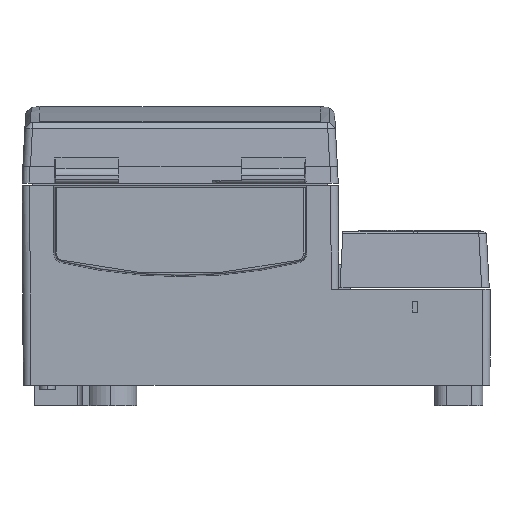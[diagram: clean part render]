
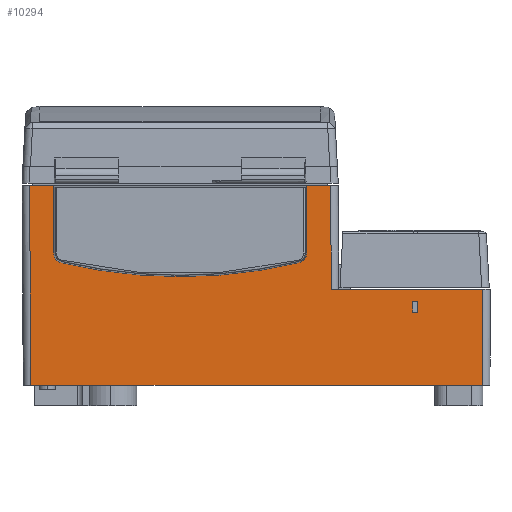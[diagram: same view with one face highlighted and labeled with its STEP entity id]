
A CAD part, left-side view. The second image highlights one B-rep face of the part: STEP entity #10294.
In plain terms, the highlighted planar face has unit normal (-1, 0, -0.006).
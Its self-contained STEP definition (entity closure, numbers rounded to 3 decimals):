
#399 = ORIENTED_EDGE ( 'NONE', *, *, #3786, .F. ) ;
#513 = ORIENTED_EDGE ( 'NONE', *, *, #4949, .T. ) ;
#923 = DIRECTION ( 'NONE',  ( 0.006, 0., -1. ) ) ;
#1098 = VECTOR ( 'NONE', #3388, 1000. ) ;
#1280 = EDGE_CURVE ( 'NONE', #6733, #9161, #9448, .T. ) ;
#1376 = DIRECTION ( 'NONE',  ( -1., 0., -0.006 ) ) ;
#1729 = AXIS2_PLACEMENT_3D ( 'NONE', #3227, #1376, #18337 ) ;
#1875 = AXIS2_PLACEMENT_3D ( 'NONE', #14441, #24032, #12941 ) ;
#2379 = CIRCLE ( 'NONE', #20042, 4. ) ;
#2560 = CARTESIAN_POINT ( 'NONE',  ( -106.5, 62.5, 0. ) ) ;
#2620 = VERTEX_POINT ( 'NONE', #6946 ) ;
#2988 = VERTEX_POINT ( 'NONE', #11948 ) ;
#3068 = DIRECTION ( 'NONE',  ( -0.006, 0., 1. ) ) ;
#3075 = CARTESIAN_POINT ( 'NONE',  ( -106.004, -119.5, -79. ) ) ;
#3099 = DIRECTION ( 'NONE',  ( 0., -1., 0. ) ) ;
#3113 = LINE ( 'NONE', #12091, #18921 ) ;
#3170 = EDGE_CURVE ( 'NONE', #4146, #9694, #9733, .T. ) ;
#3227 = CARTESIAN_POINT ( 'NONE',  ( -107.546, 0., 166.548 ) ) ;
#3388 = DIRECTION ( 'NONE',  ( 0., 1., 0. ) ) ;
#3511 = VERTEX_POINT ( 'NONE', #5469 ) ;
#3786 = EDGE_CURVE ( 'NONE', #17409, #9046, #11844, .T. ) ;
#3846 = CARTESIAN_POINT ( 'NONE',  ( -106.004, 59.004, -79. ) ) ;
#3916 = LINE ( 'NONE', #14854, #12265 ) ;
#4131 = LINE ( 'NONE', #2560, #12363 ) ;
#4146 = VERTEX_POINT ( 'NONE', #22071 ) ;
#4166 = EDGE_CURVE ( 'NONE', #18636, #19116, #5504, .T. ) ;
#4527 = VECTOR ( 'NONE', #3099, 1000. ) ;
#4698 = CARTESIAN_POINT ( 'NONE',  ( -106.211, -92., -46. ) ) ;
#4730 = CARTESIAN_POINT ( 'NONE',  ( -106.5, -119.5, 0. ) ) ;
#4949 = EDGE_CURVE ( 'NONE', #20308, #9161, #15367, .T. ) ;
#5010 = LINE ( 'NONE', #18202, #4527 ) ;
#5056 = ORIENTED_EDGE ( 'NONE', *, *, #9318, .F. ) ;
#5391 = DIRECTION ( 'NONE',  ( -1., 0., -0.006 ) ) ;
#5469 = CARTESIAN_POINT ( 'NONE',  ( -106.5, -50., 0. ) ) ;
#5504 = LINE ( 'NONE', #11514, #12960 ) ;
#5791 = DIRECTION ( 'NONE',  ( -0.006, 0., 1. ) ) ;
#5846 = CARTESIAN_POINT ( 'NONE',  ( -106.186, -92., -50. ) ) ;
#5993 = ORIENTED_EDGE ( 'NONE', *, *, #14201, .T. ) ;
#6492 = VECTOR ( 'NONE', #10870, 1000. ) ;
#6495 = ORIENTED_EDGE ( 'NONE', *, *, #7096, .F. ) ;
#6602 = VECTOR ( 'NONE', #21746, 1000. ) ;
#6712 = ORIENTED_EDGE ( 'NONE', *, *, #3170, .F. ) ;
#6733 = VERTEX_POINT ( 'NONE', #21497 ) ;
#6842 = EDGE_CURVE ( 'NONE', #2988, #10611, #4131, .T. ) ;
#6946 = CARTESIAN_POINT ( 'NONE',  ( -106.242, -59.757, -41. ) ) ;
#6963 = ORIENTED_EDGE ( 'NONE', *, *, #17355, .F. ) ;
#6982 = DIRECTION ( 'NONE',  ( -0.006, 0., 1. ) ) ;
#7096 = EDGE_CURVE ( 'NONE', #21277, #3511, #20184, .T. ) ;
#7565 = VECTOR ( 'NONE', #10821, 1000. ) ;
#7661 = DIRECTION ( 'NONE',  ( 0., -1., 0. ) ) ;
#7721 = AXIS2_PLACEMENT_3D ( 'NONE', #12714, #14562, #19705 ) ;
#7936 = ORIENTED_EDGE ( 'NONE', *, *, #1280, .F. ) ;
#8179 = EDGE_CURVE ( 'NONE', #2988, #18636, #14536, .T. ) ;
#8446 = EDGE_CURVE ( 'NONE', #10611, #17409, #21625, .T. ) ;
#8829 = VERTEX_POINT ( 'NONE', #16229 ) ;
#9046 = VERTEX_POINT ( 'NONE', #10795 ) ;
#9161 = VERTEX_POINT ( 'NONE', #4698 ) ;
#9318 = EDGE_CURVE ( 'NONE', #3511, #8829, #5010, .T. ) ;
#9448 = LINE ( 'NONE', #10381, #1098 ) ;
#9694 = VERTEX_POINT ( 'NONE', #16728 ) ;
#9733 = CIRCLE ( 'NONE', #1875, 202.551 ) ;
#9938 = CARTESIAN_POINT ( 'NONE',  ( -106.186, -94., -50. ) ) ;
#10273 = CARTESIAN_POINT ( 'NONE',  ( -106.5, 50., 0. ) ) ;
#10294 = ADVANCED_FACE ( 'NONE', ( #15220, #23020 ), #22419, .T. ) ;
#10381 = CARTESIAN_POINT ( 'NONE',  ( -106.211, 62.5, -46. ) ) ;
#10594 = LINE ( 'NONE', #4730, #10798 ) ;
#10611 = VERTEX_POINT ( 'NONE', #10273 ) ;
#10795 = CARTESIAN_POINT ( 'NONE',  ( -106.308, 46.927, -30.488 ) ) ;
#10798 = VECTOR ( 'NONE', #3068, 1000. ) ;
#10821 = DIRECTION ( 'NONE',  ( -0.006, 0., 1. ) ) ;
#10870 = DIRECTION ( 'NONE',  ( -0.006, 0.006, 1. ) ) ;
#11004 = CARTESIAN_POINT ( 'NONE',  ( -106.333, -50., -26.597 ) ) ;
#11355 = EDGE_CURVE ( 'NONE', #9694, #21277, #2379, .T. ) ;
#11362 = DIRECTION ( 'NONE',  ( -0.006, 0., 1. ) ) ;
#11514 = CARTESIAN_POINT ( 'NONE',  ( -106.004, -62.5, -79. ) ) ;
#11844 = CIRCLE ( 'NONE', #7721, 4. ) ;
#11948 = CARTESIAN_POINT ( 'NONE',  ( -106.5, 59.5, 0. ) ) ;
#12091 = CARTESIAN_POINT ( 'NONE',  ( -106.5, -94., 0. ) ) ;
#12158 = ORIENTED_EDGE ( 'NONE', *, *, #6842, .F. ) ;
#12265 = VECTOR ( 'NONE', #18426, 1000. ) ;
#12319 = LINE ( 'NONE', #18943, #20925 ) ;
#12363 = VECTOR ( 'NONE', #16859, 1000. ) ;
#12701 = ORIENTED_EDGE ( 'NONE', *, *, #4166, .T. ) ;
#12714 = CARTESIAN_POINT ( 'NONE',  ( -106.333, 46., -26.597 ) ) ;
#12941 = DIRECTION ( 'NONE',  ( 0.006, 0., -1. ) ) ;
#12960 = VECTOR ( 'NONE', #7661, 1000. ) ;
#13028 = VECTOR ( 'NONE', #5791, 1000. ) ;
#13171 = CARTESIAN_POINT ( 'NONE',  ( -106.5, -50., 0. ) ) ;
#13719 = CIRCLE ( 'NONE', #1729, 202.551 ) ;
#13747 = VECTOR ( 'NONE', #16496, 1000. ) ;
#14109 = ORIENTED_EDGE ( 'NONE', *, *, #20150, .F. ) ;
#14201 = EDGE_CURVE ( 'NONE', #6733, #21313, #3113, .T. ) ;
#14441 = CARTESIAN_POINT ( 'NONE',  ( -107.546, 0., 166.548 ) ) ;
#14536 = LINE ( 'NONE', #19877, #6602 ) ;
#14562 = DIRECTION ( 'NONE',  ( -1., 0., -0.006 ) ) ;
#14654 = EDGE_CURVE ( 'NONE', #21313, #20308, #3916, .T. ) ;
#14854 = CARTESIAN_POINT ( 'NONE',  ( -106.186, 62.5, -50. ) ) ;
#15213 = EDGE_CURVE ( 'NONE', #2620, #8829, #22601, .T. ) ;
#15220 = FACE_BOUND ( 'NONE', #17629, .T. ) ;
#15367 = LINE ( 'NONE', #20334, #7565 ) ;
#15528 = ORIENTED_EDGE ( 'NONE', *, *, #15213, .T. ) ;
#16229 = CARTESIAN_POINT ( 'NONE',  ( -106.5, -59.5, 0. ) ) ;
#16496 = DIRECTION ( 'NONE',  ( 0.006, 0., -1. ) ) ;
#16728 = CARTESIAN_POINT ( 'NONE',  ( -106.308, -46.927, -30.488 ) ) ;
#16859 = DIRECTION ( 'NONE',  ( 0., -1., 0. ) ) ;
#17355 = EDGE_CURVE ( 'NONE', #2620, #22340, #12319, .T. ) ;
#17409 = VERTEX_POINT ( 'NONE', #19712 ) ;
#17629 = EDGE_LOOP ( 'NONE', ( #7936, #5993, #23321, #513 ) ) ;
#18202 = CARTESIAN_POINT ( 'NONE',  ( -106.5, 62.5, 0. ) ) ;
#18337 = DIRECTION ( 'NONE',  ( 0.006, 0., -1. ) ) ;
#18426 = DIRECTION ( 'NONE',  ( 0., 1., 0. ) ) ;
#18636 = VERTEX_POINT ( 'NONE', #3846 ) ;
#18701 = CARTESIAN_POINT ( 'NONE',  ( -106.5, 62.5, 0. ) ) ;
#18921 = VECTOR ( 'NONE', #923, 1000. ) ;
#18943 = CARTESIAN_POINT ( 'NONE',  ( -106.242, -62.758, -41. ) ) ;
#19116 = VERTEX_POINT ( 'NONE', #3075 ) ;
#19705 = DIRECTION ( 'NONE',  ( 0.006, 0., -1. ) ) ;
#19712 = CARTESIAN_POINT ( 'NONE',  ( -106.333, 50., -26.597 ) ) ;
#19872 = CARTESIAN_POINT ( 'NONE',  ( -106.242, -119.5, -41. ) ) ;
#19877 = CARTESIAN_POINT ( 'NONE',  ( -106.5, 59.5, 0.019 ) ) ;
#19893 = EDGE_LOOP ( 'NONE', ( #399, #23581, #12158, #21979, #12701, #22911, #6963, #15528, #5056, #6495, #23410, #6712, #14109 ) ) ;
#19897 = CARTESIAN_POINT ( 'NONE',  ( -106.333, -46., -26.597 ) ) ;
#20042 = AXIS2_PLACEMENT_3D ( 'NONE', #19897, #5391, #6982 ) ;
#20150 = EDGE_CURVE ( 'NONE', #9046, #4146, #13719, .T. ) ;
#20184 = LINE ( 'NONE', #13171, #13028 ) ;
#20308 = VERTEX_POINT ( 'NONE', #5846 ) ;
#20334 = CARTESIAN_POINT ( 'NONE',  ( -106.5, -92., 0. ) ) ;
#20803 = DIRECTION ( 'NONE',  ( 0., -1., 0. ) ) ;
#20925 = VECTOR ( 'NONE', #20803, 1000. ) ;
#21277 = VERTEX_POINT ( 'NONE', #11004 ) ;
#21313 = VERTEX_POINT ( 'NONE', #9938 ) ;
#21497 = CARTESIAN_POINT ( 'NONE',  ( -106.211, -94., -46. ) ) ;
#21625 = LINE ( 'NONE', #22387, #13747 ) ;
#21746 = DIRECTION ( 'NONE',  ( 0.006, -0.006, -1. ) ) ;
#21979 = ORIENTED_EDGE ( 'NONE', *, *, #8179, .T. ) ;
#22071 = CARTESIAN_POINT ( 'NONE',  ( -106.274, 0., -35.999 ) ) ;
#22340 = VERTEX_POINT ( 'NONE', #19872 ) ;
#22387 = CARTESIAN_POINT ( 'NONE',  ( -106.333, 50., -26.597 ) ) ;
#22419 = PLANE ( 'NONE',  #22430 ) ;
#22430 = AXIS2_PLACEMENT_3D ( 'NONE', #18701, #23860, #11362 ) ;
#22601 = LINE ( 'NONE', #23378, #6492 ) ;
#22911 = ORIENTED_EDGE ( 'NONE', *, *, #23976, .T. ) ;
#23020 = FACE_OUTER_BOUND ( 'NONE', #19893, .T. ) ;
#23321 = ORIENTED_EDGE ( 'NONE', *, *, #14654, .T. ) ;
#23378 = CARTESIAN_POINT ( 'NONE',  ( -106.505, -59.495, 0.766 ) ) ;
#23410 = ORIENTED_EDGE ( 'NONE', *, *, #11355, .F. ) ;
#23581 = ORIENTED_EDGE ( 'NONE', *, *, #8446, .F. ) ;
#23860 = DIRECTION ( 'NONE',  ( -1., 0., -0.006 ) ) ;
#23976 = EDGE_CURVE ( 'NONE', #19116, #22340, #10594, .T. ) ;
#24032 = DIRECTION ( 'NONE',  ( -1., 0., -0.006 ) ) ;
